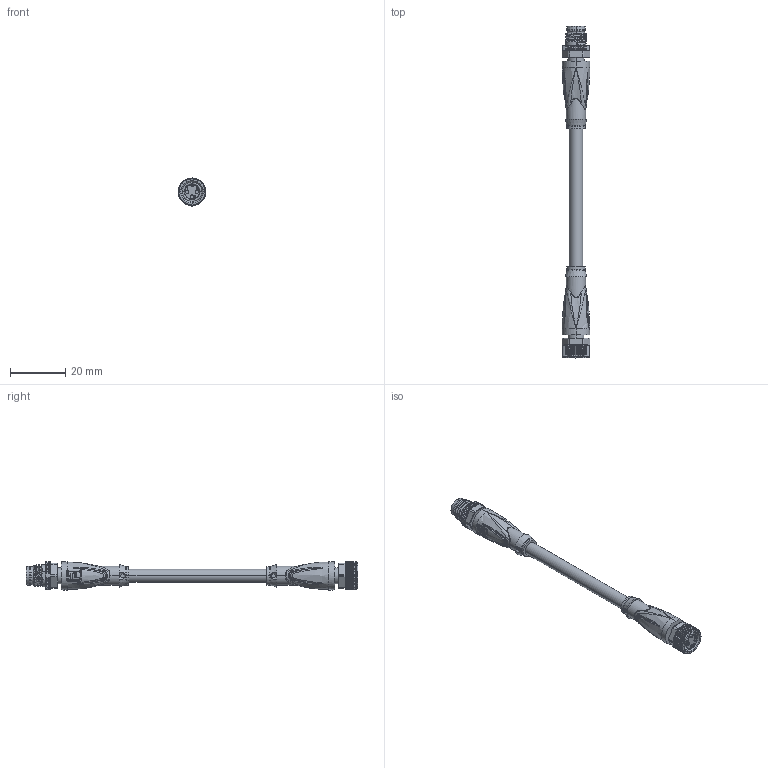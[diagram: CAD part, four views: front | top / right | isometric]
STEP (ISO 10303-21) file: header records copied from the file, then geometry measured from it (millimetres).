
FILE_DESCRIPTION(('STEP AP214'),'1');
FILE_NAME('cctmp_F0286FCB-6CE2-42F5-BC33-B5ED65B132E2_2022_04_27_10_48_36_0161..stp','2022-04-27T08:48:44',('KiM GmbH'),('CADClick - www.CADClick.com'),'Spatial InterOp 3D postprocessed',' ','unknown authorization');
FILE_SCHEMA(('AUTOMOTIVE_DESIGN'));
Length unit declared in the file: millimetre
Products named in the file (9): Connection2; Connection2_2; Connection2_1; T193874_1; Cable; Connection1; Connection1_2; Connection1_1; T193874
Assembly tree (8 placements, depth 4):
  T193874
    T193874_1
      Connection2
        Connection2_2
        Connection2_1
      Cable
      Connection1
        Connection1_2
        Connection1_1
Bounding box: 10 x 120.3 x 10.15 mm (x, y, z)
Volume: 4809.2 mm3; surface area: 4734 mm2
Topology: 8 solids, 10 shells, 1563 faces, 4141 edges, 2633 vertices
Faces by surface type: plane 739, bspline 233, torus 212, cylinder 190, cone 155, extrusion 28, sphere 6
Entity records: 119624 total; most frequent: CARTESIAN_POINT 71379, ORIENTED_EDGE 8262, DIRECTION 6730, EDGE_CURVE 4135, STYLED_ITEM 3269, PRESENTATION_STYLE_ASSIGNMENT 3269, VERTEX_POINT 2633, AXIS2_PLACEMENT_3D 2336
